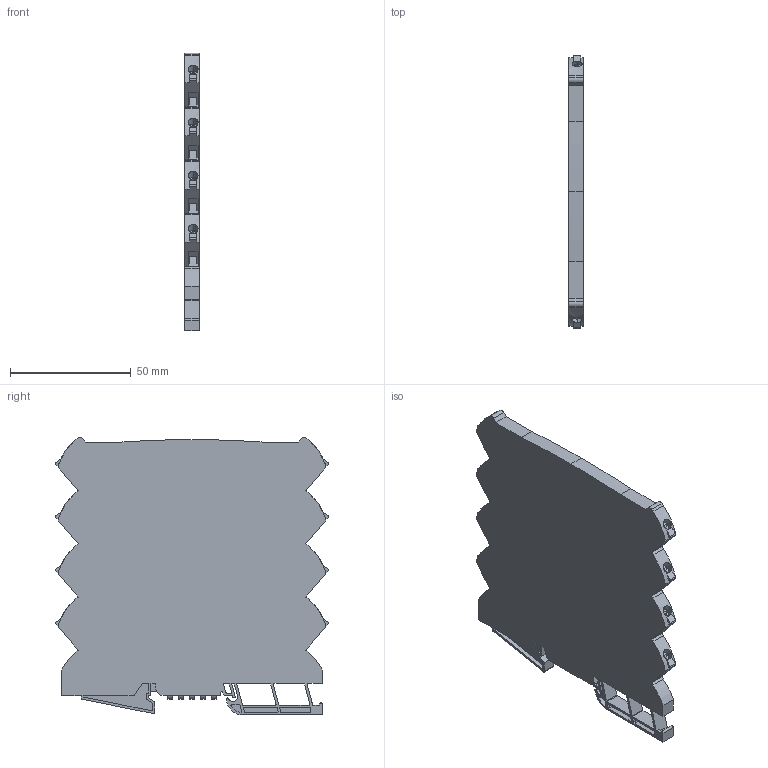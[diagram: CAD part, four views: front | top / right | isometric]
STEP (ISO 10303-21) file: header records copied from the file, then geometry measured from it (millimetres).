
FILE_DESCRIPTION (( 'STEP AP214' ), '1' );
FILE_NAME ('SC6-2001.STEP', '2025-02-03T15:58:32', ( '' ), ( '' ), 'SwSTEP 2.0', 'SolidWorks 2021', '' );
FILE_SCHEMA (( 'AUTOMOTIVE_DESIGN' ));
Length unit declared in the file: inch
Products named in the file (1): SC6-2001
Bounding box: 6.1 x 112.99 x 115 mm (x, y, z)
Volume: 65481.8 mm3; surface area: 28505.9 mm2
Topology: 1 solids, 1 shells, 457 faces, 1297 edges, 857 vertices
Faces by surface type: plane 333, cylinder 124
Entity records: 15287 total; most frequent: CARTESIAN_POINT 3092, ORIENTED_EDGE 2594, DIRECTION 2477, EDGE_CURVE 1297, LINE 1001, VECTOR 1001, VERTEX_POINT 857, AXIS2_PLACEMENT_3D 738
